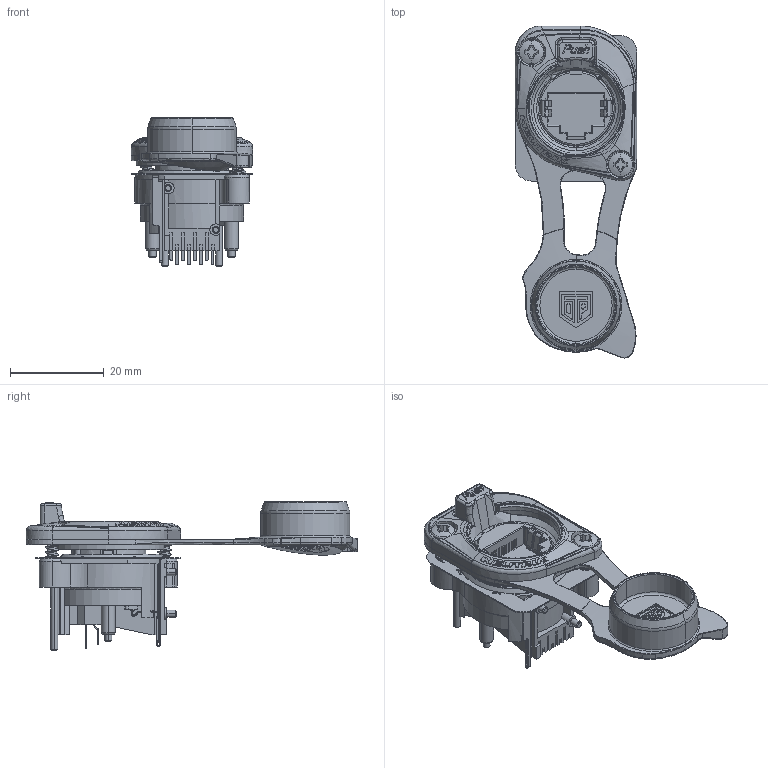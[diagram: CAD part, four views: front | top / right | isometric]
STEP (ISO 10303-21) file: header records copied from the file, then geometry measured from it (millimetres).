
FILE_DESCRIPTION((''),'2;1');
FILE_NAME('30009931','2022-09-02T13:32:17',('SYSTEM'),(''),'CREO PARAMETRIC BY PTC INC, 2021184','CREO PARAMETRIC BY PTC INC, 2021184','');
FILE_SCHEMA(('CONFIG_CONTROL_DESIGN'));
Length unit declared in the file: millimetre
Products named in the file (1): 30009931
Bounding box: 26 x 70.79 x 31.7 mm (x, y, z)
Volume: 10444.2 mm3; surface area: 10749.4 mm2
Topology: 1 solids, 14 shells, 2354 faces, 6104 edges, 3769 vertices
Faces by surface type: plane 1032, bspline 523, cylinder 466, cone 129, torus 125, extrusion 63, sphere 16
Entity records: 101112 total; most frequent: CARTESIAN_POINT 47724, ORIENTED_EDGE 12186, DIRECTION 9516, EDGE_CURVE 6093, VERTEX_POINT 3769, AXIS2_PLACEMENT_3D 3182, VECTOR 3152, LINE 3089
